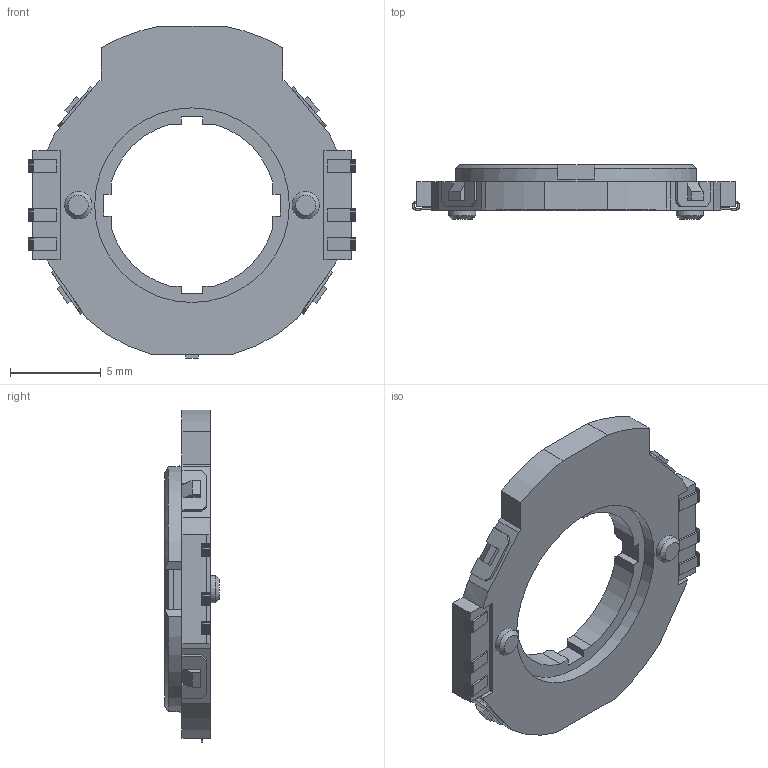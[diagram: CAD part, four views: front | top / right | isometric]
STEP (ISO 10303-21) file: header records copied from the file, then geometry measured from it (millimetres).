
FILE_DESCRIPTION(/* description */ (''),/* implementation_level */ '2;1');
FILE_NAME(/* name */ 'Encoder v3.step',/* time_stamp */ '2023-12-19T12:29:13+08:00',/* author */ (''),/* organization */ (''),/* preprocessor_version */ 'ST-DEVELOPER v20',/* originating_system */ 'Autodesk Translation Framework v12.14.0.127',/* authorisation */ '');
FILE_SCHEMA (('AUTOMOTIVE_DESIGN { 1 0 10303 214 3 1 1 }'));
Length unit declared in the file: millimetre
Products named in the file (1): Encoder
Bounding box: 18 x 3 x 18.25 mm (x, y, z)
Volume: 318.8 mm3; surface area: 597.9 mm2
Topology: 1 solids, 1 shells, 988 faces, 2895 edges, 1915 vertices
Faces by surface type: plane 965, cylinder 17, cone 6
Full cylindrical faces by diameter (mm): 1.5 x2, 10.7 x1, 10.93 x1
Entity records: 32114 total; most frequent: CARTESIAN_POINT 5815, ORIENTED_EDGE 5790, DIRECTION 4907, EDGE_CURVE 2895, LINE 2845, VECTOR 2845, VERTEX_POINT 1915, AXIS2_PLACEMENT_3D 1031
